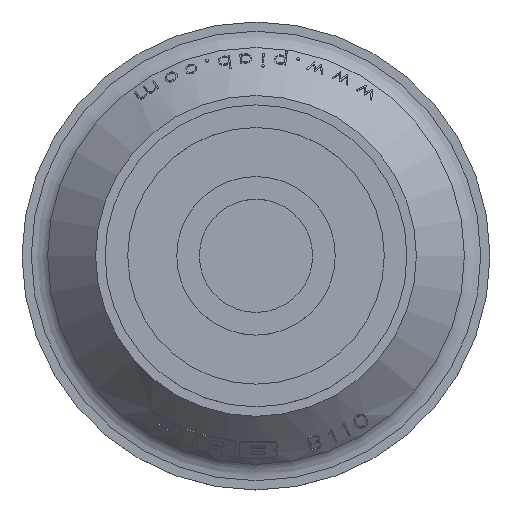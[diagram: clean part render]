
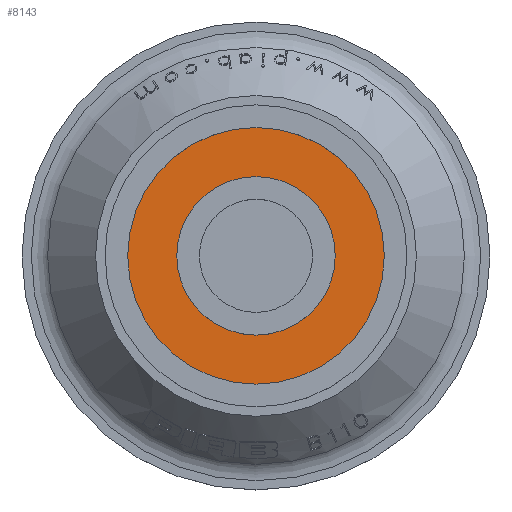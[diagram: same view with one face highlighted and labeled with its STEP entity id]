
A CAD part, top view. The second image highlights one B-rep face of the part: STEP entity #8143.
In plain terms, the highlighted planar face has unit normal (0, 0, 1).
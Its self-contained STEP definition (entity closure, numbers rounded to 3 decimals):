
#294=CIRCLE('',#8747,37.);
#295=CIRCLE('',#8748,18.);
#1438=ORIENTED_EDGE('',*,*,#3946,.T.);
#1439=ORIENTED_EDGE('',*,*,#3947,.F.);
#3946=EDGE_CURVE('',#5214,#5214,#294,.T.);
#3947=EDGE_CURVE('',#5215,#5215,#295,.T.);
#5214=VERTEX_POINT('',#12706);
#5215=VERTEX_POINT('',#12708);
#6691=EDGE_LOOP('',(#1438));
#6692=EDGE_LOOP('',(#1439));
#7227=FACE_BOUND('',#6691,.T.);
#7228=FACE_BOUND('',#6692,.T.);
#7725=PLANE('',#8746);
#8143=ADVANCED_FACE('',(#7227,#7228),#7725,.F.);
#8746=AXIS2_PLACEMENT_3D('',#12704,#9660,#9661);
#8747=AXIS2_PLACEMENT_3D('',#12705,#9662,#9663);
#8748=AXIS2_PLACEMENT_3D('',#12707,#9664,#9665);
#9660=DIRECTION('',(0.,0.,-1.));
#9661=DIRECTION('',(-1.,0.,0.));
#9662=DIRECTION('',(0.,0.,1.));
#9663=DIRECTION('',(1.,0.,0.));
#9664=DIRECTION('',(0.,0.,1.));
#9665=DIRECTION('',(1.,0.,0.));
#12704=CARTESIAN_POINT('',(18.,0.,-6.));
#12705=CARTESIAN_POINT('',(0.,0.,-6.));
#12706=CARTESIAN_POINT('',(37.,0.,-6.));
#12707=CARTESIAN_POINT('',(0.,0.,-6.));
#12708=CARTESIAN_POINT('',(18.,0.,-6.));
